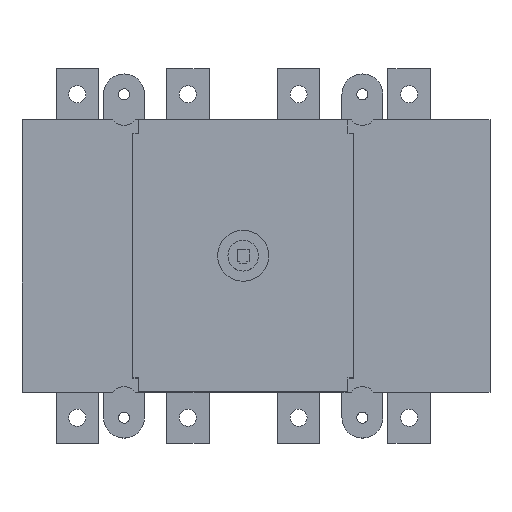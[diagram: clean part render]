
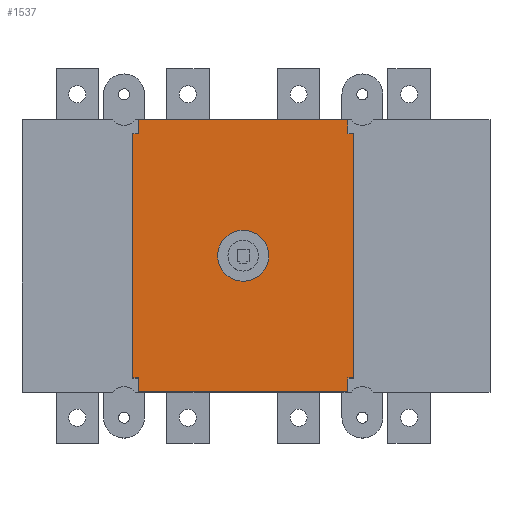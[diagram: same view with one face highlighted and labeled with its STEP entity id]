
A CAD part, top view. The second image highlights one B-rep face of the part: STEP entity #1537.
In plain terms, the highlighted planar face has unit normal (0, 0, 1).
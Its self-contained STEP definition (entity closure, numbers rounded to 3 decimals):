
#54=PLANE('',#2195);
#129=FACE_BOUND('',#338,.T.);
#204=FACE_OUTER_BOUND('',#337,.T.);
#337=EDGE_LOOP('',(#1130,#1131,#1132,#1133,#1134,#1135,#1136,#1137,#1138,
#1139,#1140,#1141));
#338=EDGE_LOOP('',(#1142));
#482=VERTEX_POINT('',#2989);
#483=VERTEX_POINT('',#2991);
#529=VERTEX_POINT('',#3087);
#530=VERTEX_POINT('',#3089);
#564=VERTEX_POINT('',#3177);
#567=VERTEX_POINT('',#3187);
#569=VERTEX_POINT('',#3193);
#571=VERTEX_POINT('',#3199);
#573=VERTEX_POINT('',#3205);
#575=VERTEX_POINT('',#3214);
#576=VERTEX_POINT('',#3216);
#577=VERTEX_POINT('',#3218);
#578=VERTEX_POINT('',#3220);
#686=EDGE_CURVE('',#482,#483,#1652,.T.);
#733=EDGE_CURVE('',#529,#530,#1699,.T.);
#776=EDGE_CURVE('',#564,#564,#2099,.T.);
#779=EDGE_CURVE('',#530,#567,#1741,.T.);
#782=EDGE_CURVE('',#567,#569,#1744,.T.);
#785=EDGE_CURVE('',#569,#571,#1747,.T.);
#788=EDGE_CURVE('',#571,#573,#1750,.T.);
#791=EDGE_CURVE('',#573,#482,#1753,.T.);
#793=EDGE_CURVE('',#575,#529,#1755,.T.);
#794=EDGE_CURVE('',#576,#575,#1756,.T.);
#795=EDGE_CURVE('',#577,#576,#1757,.T.);
#796=EDGE_CURVE('',#578,#577,#1758,.T.);
#797=EDGE_CURVE('',#483,#578,#1759,.T.);
#1130=ORIENTED_EDGE('',*,*,#779,.F.);
#1131=ORIENTED_EDGE('',*,*,#733,.F.);
#1132=ORIENTED_EDGE('',*,*,#793,.F.);
#1133=ORIENTED_EDGE('',*,*,#794,.F.);
#1134=ORIENTED_EDGE('',*,*,#795,.F.);
#1135=ORIENTED_EDGE('',*,*,#796,.F.);
#1136=ORIENTED_EDGE('',*,*,#797,.F.);
#1137=ORIENTED_EDGE('',*,*,#686,.F.);
#1138=ORIENTED_EDGE('',*,*,#791,.F.);
#1139=ORIENTED_EDGE('',*,*,#788,.F.);
#1140=ORIENTED_EDGE('',*,*,#785,.F.);
#1141=ORIENTED_EDGE('',*,*,#782,.F.);
#1142=ORIENTED_EDGE('',*,*,#776,.T.);
#1537=ADVANCED_FACE('',(#204,#129),#54,.T.);
#1652=LINE('',#2992,#1880);
#1699=LINE('',#3090,#1927);
#1741=LINE('',#3188,#1969);
#1744=LINE('',#3194,#1972);
#1747=LINE('',#3200,#1975);
#1750=LINE('',#3206,#1978);
#1753=LINE('',#3211,#1981);
#1755=LINE('',#3215,#1983);
#1756=LINE('',#3217,#1984);
#1757=LINE('',#3219,#1985);
#1758=LINE('',#3221,#1986);
#1759=LINE('',#3222,#1987);
#1880=VECTOR('',#2397,10.);
#1927=VECTOR('',#2452,10.);
#1969=VECTOR('',#2532,10.);
#1972=VECTOR('',#2537,10.);
#1975=VECTOR('',#2542,10.);
#1978=VECTOR('',#2547,10.);
#1981=VECTOR('',#2552,10.);
#1983=VECTOR('',#2556,10.);
#1984=VECTOR('',#2557,10.);
#1985=VECTOR('',#2558,10.);
#1986=VECTOR('',#2559,10.);
#1987=VECTOR('',#2560,10.);
#2099=CIRCLE('',#2184,15.);
#2184=AXIS2_PLACEMENT_3D('',#3178,#2518,#2519);
#2195=AXIS2_PLACEMENT_3D('',#3213,#2554,#2555);
#2397=DIRECTION('',(-1.,0.,0.));
#2452=DIRECTION('',(1.,0.,0.));
#2518=DIRECTION('center_axis',(0.,0.,-1.));
#2519=DIRECTION('ref_axis',(-1.,0.,0.));
#2532=DIRECTION('',(0.,-1.,0.));
#2537=DIRECTION('',(1.,0.,0.));
#2542=DIRECTION('',(0.,-1.,0.));
#2547=DIRECTION('',(-1.,0.,0.));
#2552=DIRECTION('',(0.,-1.,0.));
#2554=DIRECTION('center_axis',(0.,0.,1.));
#2555=DIRECTION('ref_axis',(1.,0.,0.));
#2556=DIRECTION('',(0.,1.,0.));
#2557=DIRECTION('',(1.,0.,0.));
#2558=DIRECTION('',(0.,1.,0.));
#2559=DIRECTION('',(-1.,0.,0.));
#2560=DIRECTION('',(0.,1.,0.));
#2989=CARTESIAN_POINT('',(191.5,-80.,118.8));
#2991=CARTESIAN_POINT('',(68.5,-80.,118.8));
#2992=CARTESIAN_POINT('',(191.5,-80.,118.8));
#3087=CARTESIAN_POINT('',(68.5,80.,118.8));
#3089=CARTESIAN_POINT('',(191.5,80.,118.8));
#3090=CARTESIAN_POINT('',(68.5,80.,118.8));
#3177=CARTESIAN_POINT('',(145.,0.,118.8));
#3178=CARTESIAN_POINT('Origin',(130.,0.,118.8));
#3187=CARTESIAN_POINT('',(191.5,71.8,118.8));
#3188=CARTESIAN_POINT('',(191.5,80.,118.8));
#3193=CARTESIAN_POINT('',(195.,71.8,118.8));
#3194=CARTESIAN_POINT('',(191.5,71.8,118.8));
#3199=CARTESIAN_POINT('',(195.,-71.8,118.8));
#3200=CARTESIAN_POINT('',(195.,71.8,118.8));
#3205=CARTESIAN_POINT('',(191.5,-71.8,118.8));
#3206=CARTESIAN_POINT('',(195.,-71.8,118.8));
#3211=CARTESIAN_POINT('',(191.5,-71.8,118.8));
#3213=CARTESIAN_POINT('Origin',(130.,0.,118.8));
#3214=CARTESIAN_POINT('',(68.5,71.8,118.8));
#3215=CARTESIAN_POINT('',(68.5,71.8,118.8));
#3216=CARTESIAN_POINT('',(65.,71.8,118.8));
#3217=CARTESIAN_POINT('',(65.,71.8,118.8));
#3218=CARTESIAN_POINT('',(65.,-71.8,118.8));
#3219=CARTESIAN_POINT('',(65.,-71.8,118.8));
#3220=CARTESIAN_POINT('',(68.5,-71.8,118.8));
#3221=CARTESIAN_POINT('',(68.5,-71.8,118.8));
#3222=CARTESIAN_POINT('',(68.5,-80.,118.8));
